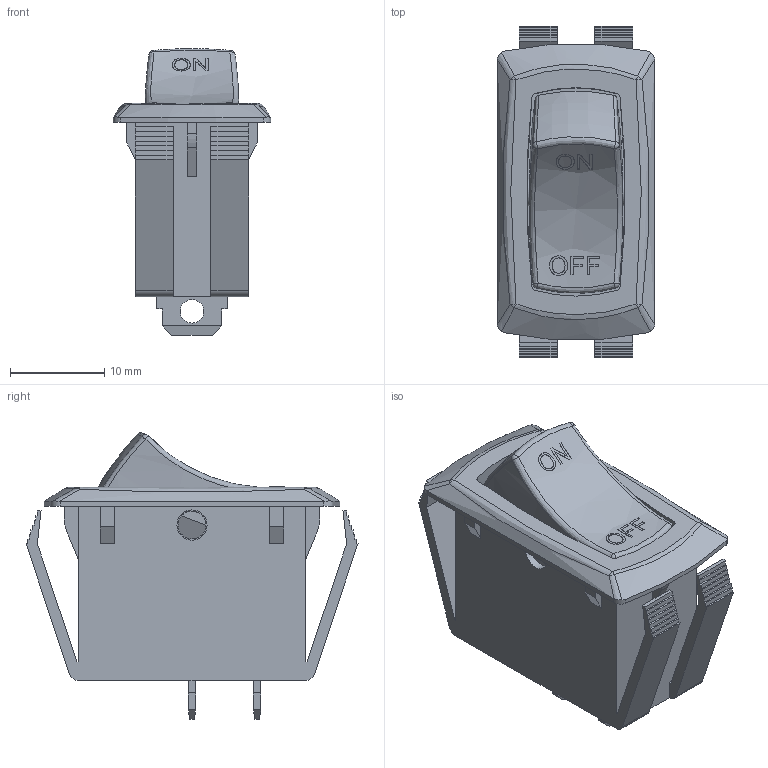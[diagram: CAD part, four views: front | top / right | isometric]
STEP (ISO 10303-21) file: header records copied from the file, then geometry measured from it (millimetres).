
FILE_DESCRIPTION(/* description */ (''),/* implementation_level */ '2;1');
FILE_NAME(/* name */ 'RSC1C1Dxxx3.stp',/* time_stamp */ '2025-06-03T15:51:24-05:00',/* author */ ('mroman'),/* organization */ (''),/* preprocessor_version */ 'ST-DEVELOPER v18.1',/* originating_system */ 'Autodesk Inventor 2022',/* authorisation */ '');
FILE_SCHEMA (('AUTOMOTIVE_DESIGN { 1 0 10303 214 3 1 1 }'));
Length unit declared in the file: centimetre
Products named in the file (1): RSC1C1Dxxx3
Bounding box: 16.7 x 35.2 x 30.4 mm (x, y, z)
Volume: 3566.4 mm3; surface area: 5674.8 mm2
Topology: 7 solids, 7 shells, 922 faces, 2528 edges, 1674 vertices
Faces by surface type: plane 520, bspline 334, cylinder 56, sphere 8, torus 4
Full cylindrical faces by diameter (mm): 2.5 x2, 2.95 x2, 3.2 x2
Entity records: 38271 total; most frequent: CARTESIAN_POINT 17177, ORIENTED_EDGE 5048, DIRECTION 3078, EDGE_CURVE 2524, VERTEX_POINT 1674, LINE 1648, VECTOR 1648, EDGE_LOOP 992
